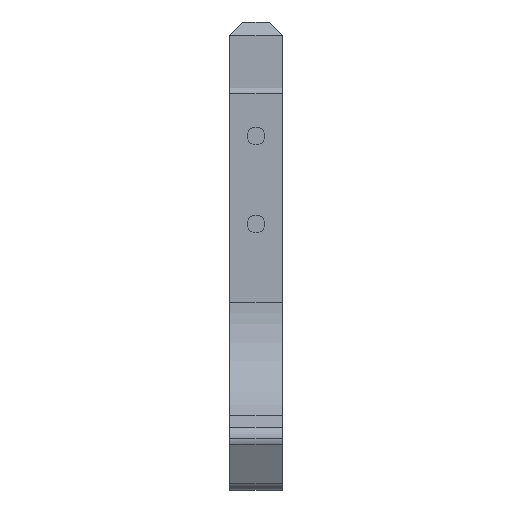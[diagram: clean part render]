
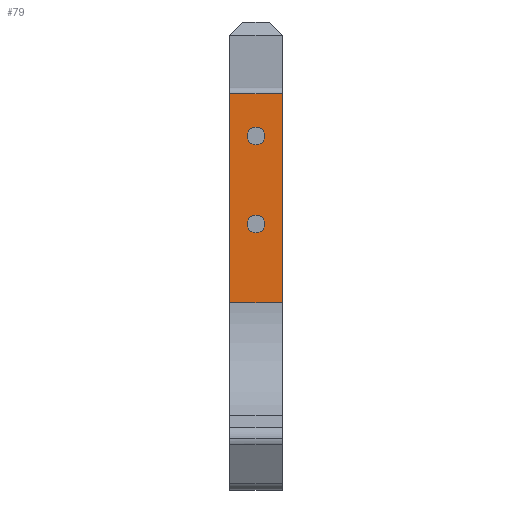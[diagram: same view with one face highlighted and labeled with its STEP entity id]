
A CAD part, left-side view. The second image highlights one B-rep face of the part: STEP entity #79.
In plain terms, the highlighted planar face has unit normal (-1, 0, 0).
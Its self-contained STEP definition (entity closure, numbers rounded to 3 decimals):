
#16=FACE_BOUND('',#302,.T.);
#17=FACE_BOUND('',#303,.T.);
#79=ADVANCED_FACE('',(#189,#16,#17),#1784,.T.);
#189=FACE_OUTER_BOUND('',#301,.T.);
#301=EDGE_LOOP('',(#568,#569,#570,#571));
#302=EDGE_LOOP('',(#572,#573));
#303=EDGE_LOOP('',(#574,#575));
#568=ORIENTED_EDGE('',*,*,#1076,.T.);
#569=ORIENTED_EDGE('',*,*,#1077,.F.);
#570=ORIENTED_EDGE('',*,*,#1075,.F.);
#571=ORIENTED_EDGE('',*,*,#1078,.T.);
#572=ORIENTED_EDGE('',*,*,#1114,.F.);
#573=ORIENTED_EDGE('',*,*,#1015,.T.);
#574=ORIENTED_EDGE('',*,*,#1019,.T.);
#575=ORIENTED_EDGE('',*,*,#1112,.F.);
#1015=EDGE_CURVE('',#1557,#1556,#1246,.T.);
#1019=EDGE_CURVE('',#1561,#1560,#1248,.T.);
#1075=EDGE_CURVE('',#1605,#1606,#1464,.T.);
#1076=EDGE_CURVE('',#1604,#1607,#1465,.T.);
#1077=EDGE_CURVE('',#1606,#1607,#1466,.T.);
#1078=EDGE_CURVE('',#1605,#1604,#1467,.T.);
#1112=EDGE_CURVE('',#1561,#1560,#1296,.T.);
#1114=EDGE_CURVE('',#1557,#1556,#1298,.T.);
#1246=(
BOUNDED_CURVE()
B_SPLINE_CURVE(2,(#2987,#2988,#2989,#2990,#2991),.UNSPECIFIED.,.F.,.F.)
B_SPLINE_CURVE_WITH_KNOTS((3,2,3),(-4.32,-2.16,
0.),.UNSPECIFIED.)
CURVE()
GEOMETRIC_REPRESENTATION_ITEM()
RATIONAL_B_SPLINE_CURVE((1.,0.707,1.,0.707,1.))
REPRESENTATION_ITEM('')
);
#1248=(
BOUNDED_CURVE()
B_SPLINE_CURVE(2,(#3001,#3002,#3003,#3004,#3005),.UNSPECIFIED.,.F.,.F.)
B_SPLINE_CURVE_WITH_KNOTS((3,2,3),(-4.32,-2.16,
0.),.UNSPECIFIED.)
CURVE()
GEOMETRIC_REPRESENTATION_ITEM()
RATIONAL_B_SPLINE_CURVE((1.,0.707,1.,0.707,1.))
REPRESENTATION_ITEM('')
);
#1296=(
BOUNDED_CURVE()
B_SPLINE_CURVE(2,(#3303,#3304,#3305,#3306,#3307),.UNSPECIFIED.,.F.,.F.)
B_SPLINE_CURVE_WITH_KNOTS((3,2,3),(0.,2.16,4.32),
 .UNSPECIFIED.)
CURVE()
GEOMETRIC_REPRESENTATION_ITEM()
RATIONAL_B_SPLINE_CURVE((1.,0.707,1.,0.707,1.))
REPRESENTATION_ITEM('')
);
#1298=(
BOUNDED_CURVE()
B_SPLINE_CURVE(2,(#3313,#3314,#3315,#3316,#3317),.UNSPECIFIED.,.F.,.F.)
B_SPLINE_CURVE_WITH_KNOTS((3,2,3),(0.,2.16,4.32),
 .UNSPECIFIED.)
CURVE()
GEOMETRIC_REPRESENTATION_ITEM()
RATIONAL_B_SPLINE_CURVE((1.,0.707,1.,0.707,1.))
REPRESENTATION_ITEM('')
);
#1464=B_SPLINE_CURVE_WITH_KNOTS('',1,(#3192,#3193),.UNSPECIFIED.,.F.,.F.,
(2,2),(0.,32.072),.UNSPECIFIED.);
#1465=B_SPLINE_CURVE_WITH_KNOTS('',1,(#3194,#3195),.UNSPECIFIED.,.F.,.F.,
(2,2),(-32.072,0.),.UNSPECIFIED.);
#1466=B_SPLINE_CURVE_WITH_KNOTS('',1,(#3196,#3197),.UNSPECIFIED.,.F.,.F.,
(2,2),(0.,8.),.UNSPECIFIED.);
#1467=B_SPLINE_CURVE_WITH_KNOTS('',1,(#3198,#3199),.UNSPECIFIED.,.F.,.F.,
(2,2),(-8.,0.),.UNSPECIFIED.);
#1556=VERTEX_POINT('',#2698);
#1557=VERTEX_POINT('',#2699);
#1560=VERTEX_POINT('',#2702);
#1561=VERTEX_POINT('',#2703);
#1604=VERTEX_POINT('',#2746);
#1605=VERTEX_POINT('',#2747);
#1606=VERTEX_POINT('',#2748);
#1607=VERTEX_POINT('',#2749);
#1784=PLANE('',#1924);
#1924=AXIS2_PLACEMENT_3D('',#2303,#2019,$);
#2019=DIRECTION('',(-1.,0.,0.));
#2303=CARTESIAN_POINT('',(-18.,0.8,25.551));
#2698=CARTESIAN_POINT('',(-18.,-4.,42.205));
#2699=CARTESIAN_POINT('',(-18.,-4.,39.455));
#2702=CARTESIAN_POINT('',(-18.,-4.,55.705));
#2703=CARTESIAN_POINT('',(-18.,-4.,52.955));
#2746=CARTESIAN_POINT('',(-18.,-8.,28.758));
#2747=CARTESIAN_POINT('',(-18.,0.,28.758));
#2748=CARTESIAN_POINT('',(-18.,0.,60.83));
#2749=CARTESIAN_POINT('',(-18.,-8.,60.83));
#2987=CARTESIAN_POINT('',(-18.,-4.,39.455));
#2988=CARTESIAN_POINT('',(-18.,-2.625,39.455));
#2989=CARTESIAN_POINT('',(-18.,-2.625,40.83));
#2990=CARTESIAN_POINT('',(-18.,-2.625,42.205));
#2991=CARTESIAN_POINT('',(-18.,-4.,42.205));
#3001=CARTESIAN_POINT('',(-18.,-4.,52.955));
#3002=CARTESIAN_POINT('',(-18.,-2.625,52.955));
#3003=CARTESIAN_POINT('',(-18.,-2.625,54.33));
#3004=CARTESIAN_POINT('',(-18.,-2.625,55.705));
#3005=CARTESIAN_POINT('',(-18.,-4.,55.705));
#3192=CARTESIAN_POINT('',(-18.,0.,28.758));
#3193=CARTESIAN_POINT('',(-18.,0.,60.83));
#3194=CARTESIAN_POINT('',(-18.,-8.,28.758));
#3195=CARTESIAN_POINT('',(-18.,-8.,60.83));
#3196=CARTESIAN_POINT('',(-18.,0.,60.83));
#3197=CARTESIAN_POINT('',(-18.,-8.,60.83));
#3198=CARTESIAN_POINT('',(-18.,0.,28.758));
#3199=CARTESIAN_POINT('',(-18.,-8.,28.758));
#3303=CARTESIAN_POINT('',(-18.,-4.,52.955));
#3304=CARTESIAN_POINT('',(-18.,-5.375,52.955));
#3305=CARTESIAN_POINT('',(-18.,-5.375,54.33));
#3306=CARTESIAN_POINT('',(-18.,-5.375,55.705));
#3307=CARTESIAN_POINT('',(-18.,-4.,55.705));
#3313=CARTESIAN_POINT('',(-18.,-4.,39.455));
#3314=CARTESIAN_POINT('',(-18.,-5.375,39.455));
#3315=CARTESIAN_POINT('',(-18.,-5.375,40.83));
#3316=CARTESIAN_POINT('',(-18.,-5.375,42.205));
#3317=CARTESIAN_POINT('',(-18.,-4.,42.205));
